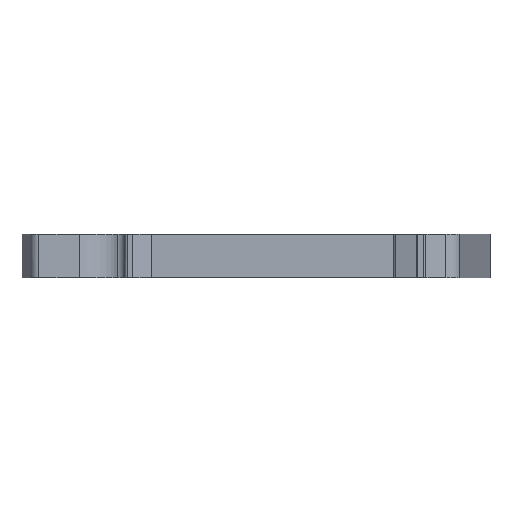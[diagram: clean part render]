
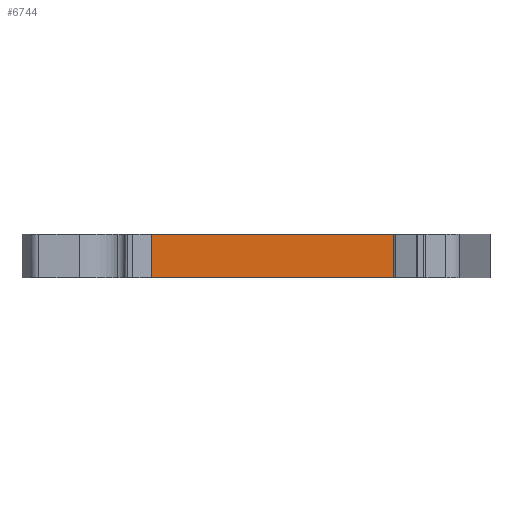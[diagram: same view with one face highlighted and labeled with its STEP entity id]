
A CAD part, front view. The second image highlights one B-rep face of the part: STEP entity #6744.
In plain terms, the highlighted planar face has unit normal (0, -1, 0).
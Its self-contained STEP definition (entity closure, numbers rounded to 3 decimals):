
#218 = VERTEX_POINT ( 'NONE', #3828 ) ;
#278 = CARTESIAN_POINT ( 'NONE',  ( 2.955, -20.843, 0. ) ) ;
#581 = CARTESIAN_POINT ( 'NONE',  ( -11.925, -20.843, 0. ) ) ;
#627 = EDGE_CURVE ( 'NONE', #218, #1918, #5677, .T. ) ;
#1250 = CARTESIAN_POINT ( 'NONE',  ( -11.925, -20.843, 5. ) ) ;
#1701 = FACE_OUTER_BOUND ( 'NONE', #5898, .T. ) ;
#1764 = EDGE_CURVE ( 'NONE', #3270, #218, #3506, .T. ) ;
#1918 = VERTEX_POINT ( 'NONE', #4453 ) ;
#2618 = CARTESIAN_POINT ( 'NONE',  ( 2.955, -20.843, 5. ) ) ;
#3130 = PLANE ( 'NONE',  #4940 ) ;
#3168 = DIRECTION ( 'NONE',  ( 0., 0., 1. ) ) ;
#3270 = VERTEX_POINT ( 'NONE', #6260 ) ;
#3500 = VECTOR ( 'NONE', #5755, 1000. ) ;
#3506 = LINE ( 'NONE', #6307, #3500 ) ;
#3828 = CARTESIAN_POINT ( 'NONE',  ( 16.4, -20.843, 5. ) ) ;
#3994 = EDGE_CURVE ( 'NONE', #5616, #3270, #6244, .T. ) ;
#4040 = EDGE_CURVE ( 'NONE', #5616, #1918, #6060, .T. ) ;
#4113 = DIRECTION ( 'NONE',  ( 1., 0., 0. ) ) ;
#4308 = ORIENTED_EDGE ( 'NONE', *, *, #3994, .F. ) ;
#4436 = CARTESIAN_POINT ( 'NONE',  ( 16.4, -20.843, 5. ) ) ;
#4453 = CARTESIAN_POINT ( 'NONE',  ( 16.4, -20.843, 0. ) ) ;
#4488 = ORIENTED_EDGE ( 'NONE', *, *, #4040, .T. ) ;
#4574 = ORIENTED_EDGE ( 'NONE', *, *, #627, .F. ) ;
#4670 = ORIENTED_EDGE ( 'NONE', *, *, #1764, .F. ) ;
#4940 = AXIS2_PLACEMENT_3D ( 'NONE', #2618, #6485, #3168 ) ;
#5616 = VERTEX_POINT ( 'NONE', #581 ) ;
#5670 = VECTOR ( 'NONE', #6067, 1000. ) ;
#5677 = LINE ( 'NONE', #4436, #5670 ) ;
#5694 = DIRECTION ( 'NONE',  ( 0., 0., 1. ) ) ;
#5755 = DIRECTION ( 'NONE',  ( 1., 0., 0. ) ) ;
#5898 = EDGE_LOOP ( 'NONE', ( #4308, #4488, #4574, #4670 ) ) ;
#6060 = LINE ( 'NONE', #278, #6129 ) ;
#6067 = DIRECTION ( 'NONE',  ( 0., 0., -1. ) ) ;
#6129 = VECTOR ( 'NONE', #4113, 1000. ) ;
#6138 = VECTOR ( 'NONE', #5694, 1000. ) ;
#6244 = LINE ( 'NONE', #1250, #6138 ) ;
#6260 = CARTESIAN_POINT ( 'NONE',  ( -11.925, -20.843, 5. ) ) ;
#6307 = CARTESIAN_POINT ( 'NONE',  ( 2.955, -20.843, 5. ) ) ;
#6485 = DIRECTION ( 'NONE',  ( 0., 1., 0. ) ) ;
#6744 = ADVANCED_FACE ( 'NONE', ( #1701 ), #3130, .F. ) ;
